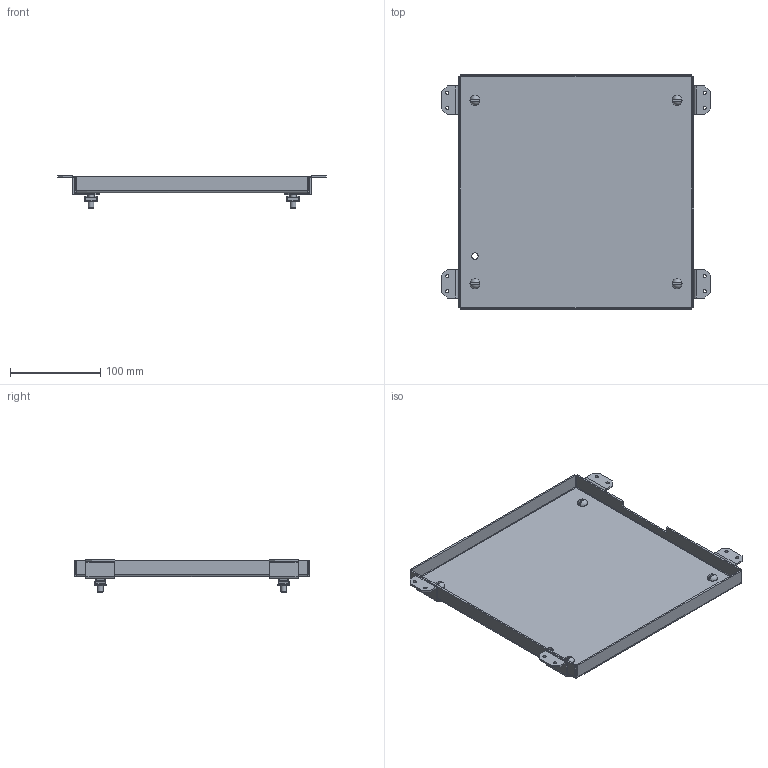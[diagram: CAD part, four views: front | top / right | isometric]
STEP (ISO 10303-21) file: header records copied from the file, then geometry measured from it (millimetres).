
FILE_DESCRIPTION (( 'STEP AP214' ), '1' );
FILE_NAME ('HFWDF1212C.STEP', '2023-10-25T11:02:46', ( '' ), ( '' ), 'SwSTEP 2.0', 'SolidWorks 2023', '' );
FILE_SCHEMA (( 'AUTOMOTIVE_DESIGN' ));
Length unit declared in the file: inch
Products named in the file (1): HFWDF1212C
Bounding box: 297.85 x 261.14 x 35.94 mm (x, y, z)
Volume: 176975.6 mm3; surface area: 193424.4 mm2
Topology: 13 solids, 13 shells, 595 faces, 1635 edges, 1062 vertices
Faces by surface type: plane 418, cylinder 161, bspline 8, cone 4, sphere 4
Full cylindrical faces by diameter (mm): 3.454 x8, 4.7 x4, 6.35 x4, 7.137 x1, 8.331 x4, 10.312 x4
Entity records: 19361 total; most frequent: CARTESIAN_POINT 4120, ORIENTED_EDGE 3204, DIRECTION 3004, EDGE_CURVE 1602, VECTOR 1168, LINE 1168, VERTEX_POINT 1058, AXIS2_PLACEMENT_3D 918
